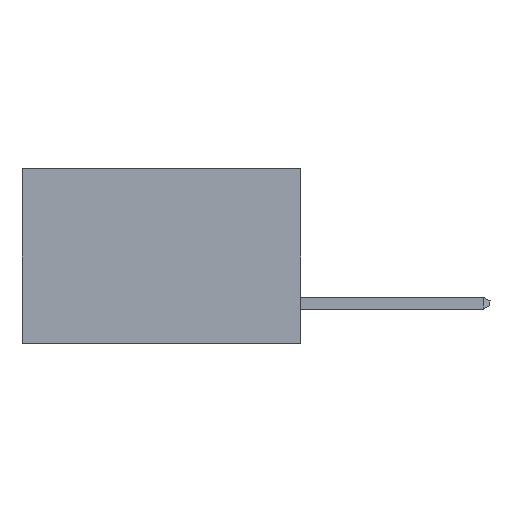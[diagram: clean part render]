
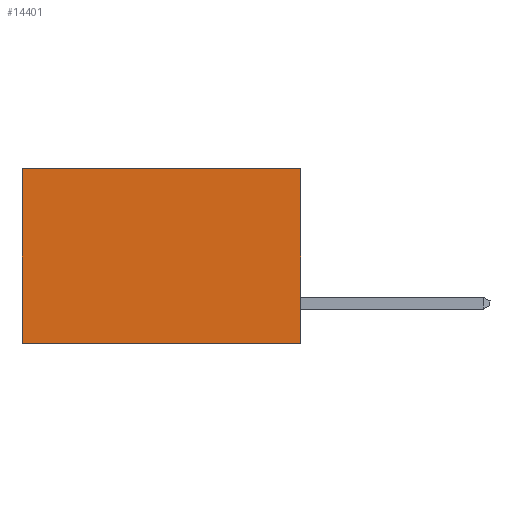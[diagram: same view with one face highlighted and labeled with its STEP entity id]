
A CAD part, left-side view. The second image highlights one B-rep face of the part: STEP entity #14401.
In plain terms, the highlighted planar face has unit normal (-1, 0, 0).
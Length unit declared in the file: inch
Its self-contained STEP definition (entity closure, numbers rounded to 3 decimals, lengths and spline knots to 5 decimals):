
#463 = DIRECTION ( 'NONE',  ( 0., 0., -1. ) ) ;
#1616 = AXIS2_PLACEMENT_3D ( 'NONE', #4405, #23403, #9229 ) ;
#2262 = LINE ( 'NONE', #25294, #14032 ) ;
#3042 = CARTESIAN_POINT ( 'NONE',  ( 0.277, 0., -0.37 ) ) ;
#4405 = CARTESIAN_POINT ( 'NONE',  ( 0.277, 0., -0.37 ) ) ;
#4852 = CARTESIAN_POINT ( 'NONE',  ( 0.277, 0.59, 0. ) ) ;
#5335 = LINE ( 'NONE', #28724, #17118 ) ;
#5361 = CARTESIAN_POINT ( 'NONE',  ( 0.277, 0.59, -0.37 ) ) ;
#6525 = EDGE_CURVE ( 'NONE', #21702, #10188, #9447, .T. ) ;
#9229 = DIRECTION ( 'NONE',  ( 0., 0., -1. ) ) ;
#9447 = LINE ( 'NONE', #24139, #26107 ) ;
#10188 = VERTEX_POINT ( 'NONE', #4852 ) ;
#10243 = DIRECTION ( 'NONE',  ( 0., 1., 0. ) ) ;
#11085 = DIRECTION ( 'NONE',  ( 0., 0., -1. ) ) ;
#11813 = CARTESIAN_POINT ( 'NONE',  ( 0.277, 0., -0.37 ) ) ;
#14032 = VECTOR ( 'NONE', #11085, 39.37008 ) ;
#14401 = ADVANCED_FACE ( 'NONE', ( #16478 ), #30490, .F. ) ;
#16478 = FACE_OUTER_BOUND ( 'NONE', #25916, .T. ) ;
#16765 = CARTESIAN_POINT ( 'NONE',  ( 0.277, 0., 0. ) ) ;
#17118 = VECTOR ( 'NONE', #463, 39.37008 ) ;
#17378 = ORIENTED_EDGE ( 'NONE', *, *, #22110, .T. ) ;
#18607 = VECTOR ( 'NONE', #10243, 39.37008 ) ;
#18925 = DIRECTION ( 'NONE',  ( 0., 1., 0. ) ) ;
#19747 = ORIENTED_EDGE ( 'NONE', *, *, #27768, .F. ) ;
#20020 = VERTEX_POINT ( 'NONE', #5361 ) ;
#21702 = VERTEX_POINT ( 'NONE', #16765 ) ;
#22110 = EDGE_CURVE ( 'NONE', #10188, #20020, #2262, .T. ) ;
#22265 = ORIENTED_EDGE ( 'NONE', *, *, #26660, .F. ) ;
#23403 = DIRECTION ( 'NONE',  ( 1., 0., 0. ) ) ;
#24139 = CARTESIAN_POINT ( 'NONE',  ( 0.277, 0., 0. ) ) ;
#24576 = VERTEX_POINT ( 'NONE', #11813 ) ;
#24977 = LINE ( 'NONE', #3042, #18607 ) ;
#25294 = CARTESIAN_POINT ( 'NONE',  ( 0.277, 0.59, -0.37 ) ) ;
#25916 = EDGE_LOOP ( 'NONE', ( #17378, #22265, #19747, #29521 ) ) ;
#26107 = VECTOR ( 'NONE', #18925, 39.37008 ) ;
#26660 = EDGE_CURVE ( 'NONE', #24576, #20020, #24977, .T. ) ;
#27768 = EDGE_CURVE ( 'NONE', #21702, #24576, #5335, .T. ) ;
#28724 = CARTESIAN_POINT ( 'NONE',  ( 0.277, 0., -0.37 ) ) ;
#29521 = ORIENTED_EDGE ( 'NONE', *, *, #6525, .T. ) ;
#30490 = PLANE ( 'NONE',  #1616 ) ;
